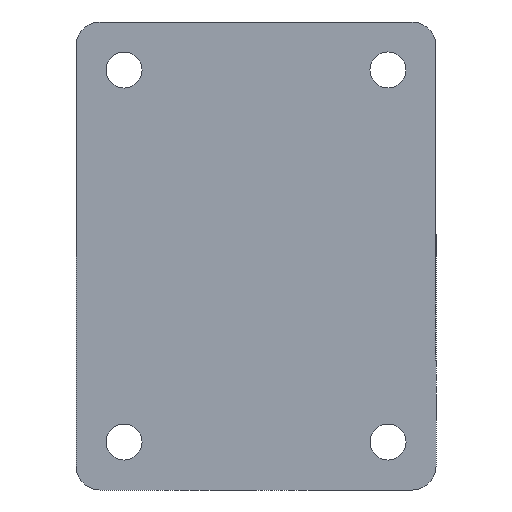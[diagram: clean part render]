
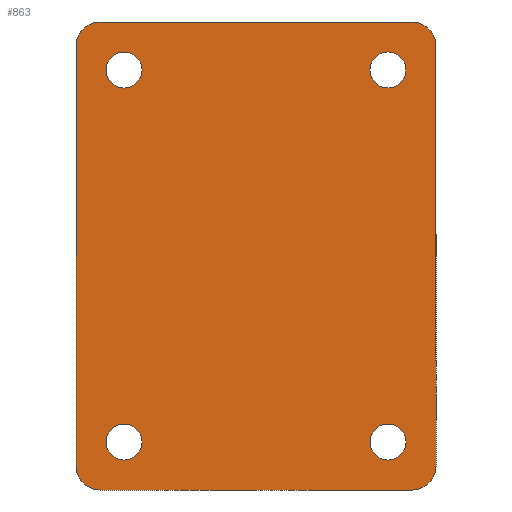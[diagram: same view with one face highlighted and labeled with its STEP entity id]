
A CAD part, front view. The second image highlights one B-rep face of the part: STEP entity #863.
In plain terms, the highlighted planar face has unit normal (0, -1, 0).
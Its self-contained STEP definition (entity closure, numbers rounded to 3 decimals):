
#20=FACE_BOUND('',#144,.T.);
#21=FACE_BOUND('',#145,.T.);
#22=FACE_BOUND('',#146,.T.);
#23=FACE_BOUND('',#147,.T.);
#50=PLANE('',#968);
#94=FACE_OUTER_BOUND('',#143,.T.);
#143=EDGE_LOOP('',(#785,#786,#787,#788,#789,#790,#791,#792,#793,#794));
#144=EDGE_LOOP('',(#795));
#145=EDGE_LOOP('',(#796));
#146=EDGE_LOOP('',(#797));
#147=EDGE_LOOP('',(#798));
#151=LINE('',#1238,#236);
#176=LINE('',#1304,#261);
#211=LINE('',#1391,#296);
#216=LINE('',#1408,#301);
#220=LINE('',#1418,#305);
#224=LINE('',#1430,#309);
#236=VECTOR('',#986,10.);
#261=VECTOR('',#1041,10.);
#296=VECTOR('',#1130,10.);
#301=VECTOR('',#1149,10.);
#305=VECTOR('',#1157,10.);
#309=VECTOR('',#1169,10.);
#335=CIRCLE('',#933,2.);
#339=CIRCLE('',#940,2.);
#343=CIRCLE('',#946,2.);
#347=CIRCLE('',#953,2.);
#348=CIRCLE('',#959,1.5);
#349=CIRCLE('',#961,1.5);
#350=CIRCLE('',#963,1.5);
#351=CIRCLE('',#965,1.5);
#356=VERTEX_POINT('',#1231);
#359=VERTEX_POINT('',#1236);
#384=VERTEX_POINT('',#1301);
#385=VERTEX_POINT('',#1303);
#408=VERTEX_POINT('',#1383);
#410=VERTEX_POINT('',#1389);
#415=VERTEX_POINT('',#1403);
#419=VERTEX_POINT('',#1416);
#421=VERTEX_POINT('',#1422);
#423=VERTEX_POINT('',#1428);
#426=VERTEX_POINT('',#1448);
#427=VERTEX_POINT('',#1452);
#428=VERTEX_POINT('',#1456);
#429=VERTEX_POINT('',#1460);
#437=EDGE_CURVE('',#356,#359,#151,.T.);
#470=EDGE_CURVE('',#385,#384,#176,.T.);
#512=EDGE_CURVE('',#408,#384,#335,.T.);
#515=EDGE_CURVE('',#408,#410,#211,.T.);
#522=EDGE_CURVE('',#415,#410,#339,.T.);
#524=EDGE_CURVE('',#415,#356,#216,.T.);
#530=EDGE_CURVE('',#359,#419,#220,.T.);
#533=EDGE_CURVE('',#421,#419,#343,.T.);
#536=EDGE_CURVE('',#421,#423,#224,.T.);
#541=EDGE_CURVE('',#385,#423,#347,.T.);
#546=EDGE_CURVE('',#426,#426,#348,.T.);
#548=EDGE_CURVE('',#427,#427,#349,.T.);
#550=EDGE_CURVE('',#428,#428,#350,.T.);
#552=EDGE_CURVE('',#429,#429,#351,.T.);
#785=ORIENTED_EDGE('',*,*,#512,.F.);
#786=ORIENTED_EDGE('',*,*,#515,.T.);
#787=ORIENTED_EDGE('',*,*,#522,.F.);
#788=ORIENTED_EDGE('',*,*,#524,.T.);
#789=ORIENTED_EDGE('',*,*,#437,.T.);
#790=ORIENTED_EDGE('',*,*,#530,.T.);
#791=ORIENTED_EDGE('',*,*,#533,.F.);
#792=ORIENTED_EDGE('',*,*,#536,.T.);
#793=ORIENTED_EDGE('',*,*,#541,.F.);
#794=ORIENTED_EDGE('',*,*,#470,.T.);
#795=ORIENTED_EDGE('',*,*,#546,.T.);
#796=ORIENTED_EDGE('',*,*,#548,.T.);
#797=ORIENTED_EDGE('',*,*,#550,.T.);
#798=ORIENTED_EDGE('',*,*,#552,.T.);
#863=ADVANCED_FACE('',(#94,#20,#21,#22,#23),#50,.F.);
#933=AXIS2_PLACEMENT_3D('',#1385,#1124,#1125);
#940=AXIS2_PLACEMENT_3D('',#1405,#1144,#1145);
#946=AXIS2_PLACEMENT_3D('',#1424,#1163,#1164);
#953=AXIS2_PLACEMENT_3D('',#1439,#1181,#1182);
#959=AXIS2_PLACEMENT_3D('',#1450,#1197,#1198);
#961=AXIS2_PLACEMENT_3D('',#1454,#1202,#1203);
#963=AXIS2_PLACEMENT_3D('',#1458,#1207,#1208);
#965=AXIS2_PLACEMENT_3D('',#1462,#1212,#1213);
#968=AXIS2_PLACEMENT_3D('',#1465,#1218,#1219);
#986=DIRECTION('',(0.,0.,-1.));
#1041=DIRECTION('',(0.,0.,1.));
#1124=DIRECTION('center_axis',(0.,1.,0.));
#1125=DIRECTION('ref_axis',(0.707,0.,0.707));
#1130=DIRECTION('',(-1.,0.,0.));
#1144=DIRECTION('center_axis',(0.,1.,0.));
#1145=DIRECTION('ref_axis',(-0.707,0.,0.707));
#1149=DIRECTION('',(0.,0.,-1.));
#1157=DIRECTION('',(0.,0.,-1.));
#1163=DIRECTION('center_axis',(0.,1.,0.));
#1164=DIRECTION('ref_axis',(-0.707,0.,-0.707));
#1169=DIRECTION('',(1.,0.,0.));
#1181=DIRECTION('center_axis',(0.,1.,0.));
#1182=DIRECTION('ref_axis',(0.707,0.,-0.707));
#1197=DIRECTION('center_axis',(0.,1.,0.));
#1198=DIRECTION('ref_axis',(-1.,0.,0.));
#1202=DIRECTION('center_axis',(0.,1.,0.));
#1203=DIRECTION('ref_axis',(-1.,0.,0.));
#1207=DIRECTION('center_axis',(0.,1.,0.));
#1208=DIRECTION('ref_axis',(-1.,0.,0.));
#1212=DIRECTION('center_axis',(0.,1.,0.));
#1213=DIRECTION('ref_axis',(-1.,0.,0.));
#1218=DIRECTION('center_axis',(0.,1.,0.));
#1219=DIRECTION('ref_axis',(0.,0.,1.));
#1231=CARTESIAN_POINT('',(-28.,0.,0.));
#1236=CARTESIAN_POINT('',(-28.,0.,-19.));
#1238=CARTESIAN_POINT('',(-28.,0.,2.));
#1301=CARTESIAN_POINT('',(2.,0.,8.));
#1303=CARTESIAN_POINT('',(2.,0.,-27.));
#1304=CARTESIAN_POINT('',(2.,0.,-21.));
#1383=CARTESIAN_POINT('',(0.,0.,10.));
#1385=CARTESIAN_POINT('Origin',(0.,0.,8.));
#1389=CARTESIAN_POINT('',(-26.,0.,10.));
#1391=CARTESIAN_POINT('',(2.,0.,10.));
#1403=CARTESIAN_POINT('',(-28.,0.,8.));
#1405=CARTESIAN_POINT('Origin',(-26.,0.,8.));
#1408=CARTESIAN_POINT('',(-28.,0.,2.));
#1416=CARTESIAN_POINT('',(-28.,0.,-27.));
#1418=CARTESIAN_POINT('',(-28.,0.,2.));
#1422=CARTESIAN_POINT('',(-26.,0.,-29.));
#1424=CARTESIAN_POINT('Origin',(-26.,0.,-27.));
#1428=CARTESIAN_POINT('',(0.,0.,-29.));
#1430=CARTESIAN_POINT('',(-28.,0.,-29.));
#1439=CARTESIAN_POINT('Origin',(0.,0.,-27.));
#1448=CARTESIAN_POINT('',(-22.5,0.,-25.));
#1450=CARTESIAN_POINT('Origin',(-24.,0.,-25.));
#1452=CARTESIAN_POINT('',(-0.5,0.,-25.));
#1454=CARTESIAN_POINT('Origin',(-2.,0.,-25.));
#1456=CARTESIAN_POINT('',(-22.5,0.,6.));
#1458=CARTESIAN_POINT('Origin',(-24.,0.,6.));
#1460=CARTESIAN_POINT('',(-0.5,0.,6.));
#1462=CARTESIAN_POINT('Origin',(-2.,0.,6.));
#1465=CARTESIAN_POINT('Origin',(-13.,0.,-9.5));
